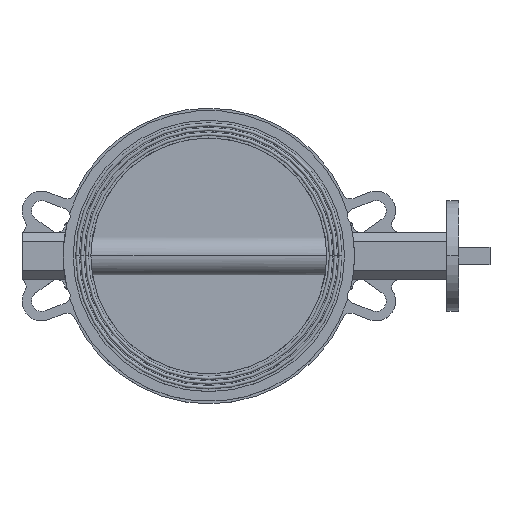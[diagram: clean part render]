
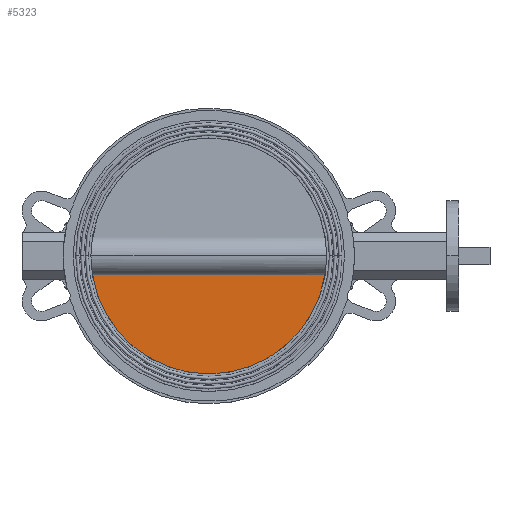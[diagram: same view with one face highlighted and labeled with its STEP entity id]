
A CAD part, top view. The second image highlights one B-rep face of the part: STEP entity #5323.
In plain terms, the highlighted planar face has unit normal (0, 0, 1).
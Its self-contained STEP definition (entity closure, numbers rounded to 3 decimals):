
#259 = CIRCLE ( 'NONE', #5550, 150. ) ;
#656 = CARTESIAN_POINT ( 'NONE',  ( 148.092, -23.848, 7.5 ) ) ;
#895 = LINE ( 'NONE', #5381, #6454 ) ;
#1896 = ORIENTED_EDGE ( 'NONE', *, *, #3250, .T. ) ;
#2072 = PLANE ( 'NONE',  #4645 ) ;
#2189 = EDGE_LOOP ( 'NONE', ( #1896, #5033 ) ) ;
#2579 = VERTEX_POINT ( 'NONE', #656 ) ;
#3115 = CARTESIAN_POINT ( 'NONE',  ( 0., 0., 7.5 ) ) ;
#3172 = DIRECTION ( 'NONE',  ( 1., 0., 0. ) ) ;
#3234 = DIRECTION ( 'NONE',  ( 0., 0., 1. ) ) ;
#3250 = EDGE_CURVE ( 'NONE', #5868, #2579, #259, .T. ) ;
#3472 = DIRECTION ( 'NONE',  ( -1., 0., 0. ) ) ;
#3549 = DIRECTION ( 'NONE',  ( 1., 0., 0. ) ) ;
#3742 = CARTESIAN_POINT ( 'NONE',  ( 0., 0., 7.5 ) ) ;
#4110 = DIRECTION ( 'NONE',  ( 0., 0., 1. ) ) ;
#4645 = AXIS2_PLACEMENT_3D ( 'NONE', #3742, #3234, #3172 ) ;
#4753 = CARTESIAN_POINT ( 'NONE',  ( -148.092, -23.848, 7.5 ) ) ;
#5033 = ORIENTED_EDGE ( 'NONE', *, *, #5189, .T. ) ;
#5066 = FACE_OUTER_BOUND ( 'NONE', #2189, .T. ) ;
#5189 = EDGE_CURVE ( 'NONE', #2579, #5868, #895, .T. ) ;
#5323 = ADVANCED_FACE ( 'NONE', ( #5066 ), #2072, .T. ) ;
#5381 = CARTESIAN_POINT ( 'NONE',  ( 0., -23.848, 7.5 ) ) ;
#5550 = AXIS2_PLACEMENT_3D ( 'NONE', #3115, #4110, #3549 ) ;
#5868 = VERTEX_POINT ( 'NONE', #4753 ) ;
#6454 = VECTOR ( 'NONE', #3472, 1000. ) ;
